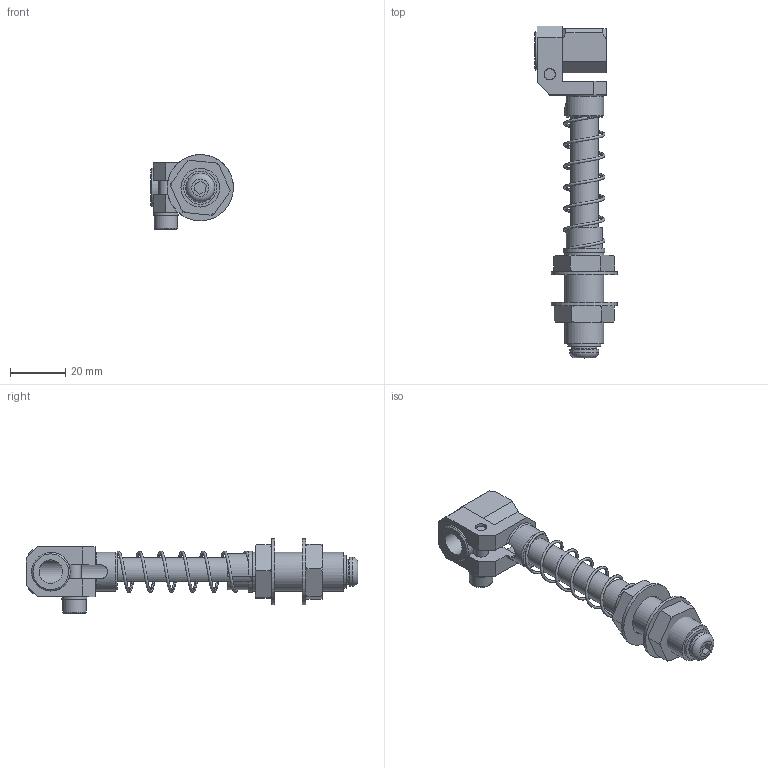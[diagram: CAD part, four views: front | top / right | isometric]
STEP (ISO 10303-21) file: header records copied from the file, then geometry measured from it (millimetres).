
FILE_DESCRIPTION(('STEP AP214'),'1');
FILE_NAME('CA.GGVG.14181840.stp','2016-12-12T10:12:03',(' '),(' '),'Spatial InterOp 3D',' ',' ');
FILE_SCHEMA(('automotive_design'));
Length unit declared in the file: millimetre
Products named in the file (13): M.15X60; V.TBCE6X12.BUTT; R.6.SCH; R.6; GGVEG.14.2; GGVE.14.40; GGB.14.18.18; R.5.SCH; V-tcei M  5 x 18; SSN.14201818.1; 05.01.001.06; R.14.SCH
Assembly tree (14 placements, depth 2):
  (unnamed)
    M.15X60
    V.TBCE6X12.BUTT
    R.6.SCH
    R.6
    GGVEG.14.2
    GGVE.14.40
    GGB.14.18.18
    R.5.SCH
    V-tcei M  5 x 18
    SSN.14201818.1
    05.01.001.06  x2
    R.14.SCH  x2
Bounding box: 30 x 120.3 x 27.1 mm (x, y, z)
Volume: 18827.6 mm3; surface area: 18607.1 mm2
Topology: 13 solids, 14 shells, 559 faces, 1586 edges, 1051 vertices
Faces by surface type: plane 475, cylinder 39, cone 36, torus 8, bspline 1
Full cylindrical faces by diameter (mm): 4.134 x1, 4.5 x2, 4.917 x2, 5 x1, 5.2 x1, 5.3 x1, 6 x2, 6.2 x1, 6.3 x1, 8.5 x1, 8.566 x2, 9 x2, 10 x1, 10.2 x1, 10.5 x1, 12 x1, 12.376 x2, 13.95 x2, 14 x2, 15 x2, 24 x2
Entity records: 23016 total; most frequent: CARTESIAN_POINT 4423, DIRECTION 2990, ORIENTED_EDGE 2918, EDGE_CURVE 1459, AXIS2_PLACEMENT_3D 1029, VERTEX_POINT 991, LINE 932, VECTOR 932
